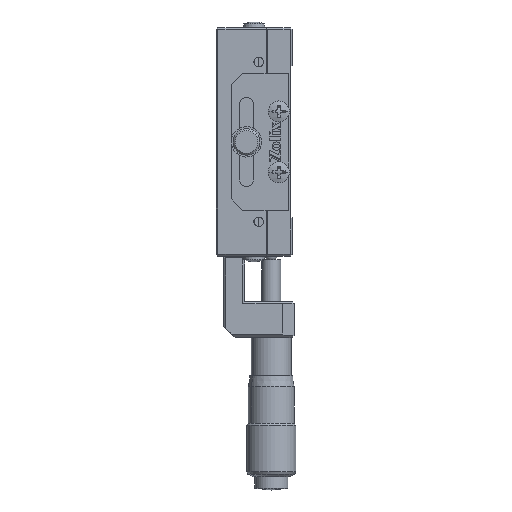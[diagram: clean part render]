
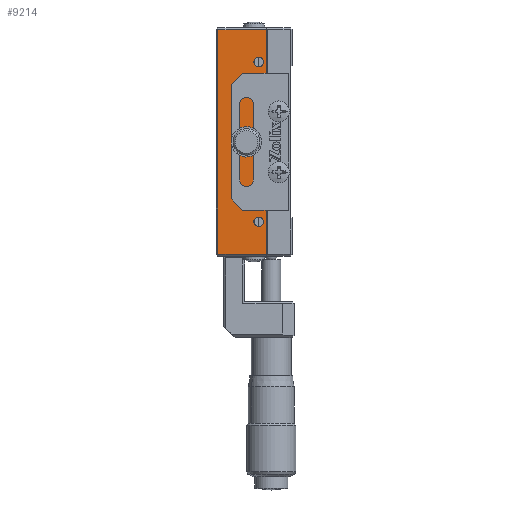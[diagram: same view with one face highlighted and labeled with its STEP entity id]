
A CAD part, left-side view. The second image highlights one B-rep face of the part: STEP entity #9214.
In plain terms, the highlighted planar face has unit normal (-1, 0, 0).
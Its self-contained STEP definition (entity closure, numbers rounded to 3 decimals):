
#136 = ORIENTED_EDGE ( 'NONE', *, *, #20666, .F. ) ;
#214 = AXIS2_PLACEMENT_3D ( 'NONE', #4013, #15958, #18890 ) ;
#228 = DIRECTION ( 'NONE',  ( -1., 0., 0. ) ) ;
#337 = ORIENTED_EDGE ( 'NONE', *, *, #19251, .T. ) ;
#368 = CARTESIAN_POINT ( 'NONE',  ( -28.164, 2.961, 41.8 ) ) ;
#624 = AXIS2_PLACEMENT_3D ( 'NONE', #11413, #19848, #13003 ) ;
#641 = LINE ( 'NONE', #5655, #13928 ) ;
#732 = DIRECTION ( 'NONE',  ( 0., 0., 1. ) ) ;
#876 = CIRCLE ( 'NONE', #21896, 1.25 ) ;
#1298 = DIRECTION ( 'NONE',  ( 0., 0., 1. ) ) ;
#1751 = VERTEX_POINT ( 'NONE', #13687 ) ;
#2304 = CIRCLE ( 'NONE', #19185, 1.25 ) ;
#2908 = DIRECTION ( 'NONE',  ( 0., -1., 0. ) ) ;
#2969 = CARTESIAN_POINT ( 'NONE',  ( -28.164, -9.739, 41.8 ) ) ;
#3123 = EDGE_LOOP ( 'NONE', ( #337, #11599, #18219, #19184 ) ) ;
#3468 = DIRECTION ( 'NONE',  ( -1., 0., 0. ) ) ;
#3482 = DIRECTION ( 'NONE',  ( 0., 0., 1. ) ) ;
#3887 = EDGE_CURVE ( 'NONE', #20197, #11583, #21778, .T. ) ;
#4013 = CARTESIAN_POINT ( 'NONE',  ( -28.164, -7.739, 82.3 ) ) ;
#4024 = CARTESIAN_POINT ( 'NONE',  ( -28.164, -7.739, 49.05 ) ) ;
#4030 = AXIS2_PLACEMENT_3D ( 'NONE', #21444, #11322, #1298 ) ;
#4560 = PLANE ( 'NONE',  #4030 ) ;
#4678 = AXIS2_PLACEMENT_3D ( 'NONE', #20505, #228, #3482 ) ;
#4739 = VERTEX_POINT ( 'NONE', #12940 ) ;
#4792 = VERTEX_POINT ( 'NONE', #15209 ) ;
#4905 = EDGE_CURVE ( 'NONE', #9858, #1751, #9565, .T. ) ;
#5019 = VECTOR ( 'NONE', #16972, 1000. ) ;
#5046 = AXIS2_PLACEMENT_3D ( 'NONE', #13950, #7066, #15503 ) ;
#5181 = ORIENTED_EDGE ( 'NONE', *, *, #10175, .F. ) ;
#5184 = VECTOR ( 'NONE', #11151, 1000. ) ;
#5272 = CIRCLE ( 'NONE', #8284, 1.25 ) ;
#5287 = ORIENTED_EDGE ( 'NONE', *, *, #11686, .F. ) ;
#5655 = CARTESIAN_POINT ( 'NONE',  ( -28.164, -9.739, 100.8 ) ) ;
#5914 = CARTESIAN_POINT ( 'NONE',  ( -28.164, -7.739, 83.55 ) ) ;
#6097 = ORIENTED_EDGE ( 'NONE', *, *, #4905, .F. ) ;
#6414 = CARTESIAN_POINT ( 'NONE',  ( -28.164, -7.739, 59.05 ) ) ;
#6447 = CIRCLE ( 'NONE', #214, 1.25 ) ;
#6465 = FACE_BOUND ( 'NONE', #10006, .T. ) ;
#7011 = DIRECTION ( 'NONE',  ( -1., 0., 0. ) ) ;
#7066 = DIRECTION ( 'NONE',  ( -1., 0., 0. ) ) ;
#7125 = CARTESIAN_POINT ( 'NONE',  ( -28.164, -7.739, 92.3 ) ) ;
#7244 = FACE_BOUND ( 'NONE', #10465, .T. ) ;
#7310 = EDGE_CURVE ( 'NONE', #16515, #7883, #11633, .T. ) ;
#7416 = DIRECTION ( 'NONE',  ( 0., 0., 1. ) ) ;
#7671 = EDGE_LOOP ( 'NONE', ( #9331, #8126 ) ) ;
#7703 = DIRECTION ( 'NONE',  ( -1., 0., 0. ) ) ;
#7883 = VERTEX_POINT ( 'NONE', #19158 ) ;
#7894 = ORIENTED_EDGE ( 'NONE', *, *, #13362, .F. ) ;
#8126 = ORIENTED_EDGE ( 'NONE', *, *, #7310, .F. ) ;
#8284 = AXIS2_PLACEMENT_3D ( 'NONE', #19909, #16534, #14620 ) ;
#8571 = EDGE_CURVE ( 'NONE', #17932, #10318, #641, .T. ) ;
#9013 = CIRCLE ( 'NONE', #12030, 1.25 ) ;
#9020 = EDGE_CURVE ( 'NONE', #7883, #16515, #876, .T. ) ;
#9214 = ADVANCED_FACE ( 'NONE', ( #11495, #19434, #18891, #6465, #14422, #7244 ), #4560, .T. ) ;
#9331 = ORIENTED_EDGE ( 'NONE', *, *, #9020, .F. ) ;
#9421 = CARTESIAN_POINT ( 'NONE',  ( -28.164, -7.739, 51.55 ) ) ;
#9565 = CIRCLE ( 'NONE', #4678, 1.25 ) ;
#9858 = VERTEX_POINT ( 'NONE', #6414 ) ;
#10006 = EDGE_LOOP ( 'NONE', ( #136, #7894 ) ) ;
#10125 = CARTESIAN_POINT ( 'NONE',  ( -28.164, -9.739, 41.3 ) ) ;
#10175 = EDGE_CURVE ( 'NONE', #4739, #12302, #6447, .T. ) ;
#10212 = LINE ( 'NONE', #10997, #5184 ) ;
#10318 = VERTEX_POINT ( 'NONE', #13232 ) ;
#10354 = CIRCLE ( 'NONE', #14962, 1.25 ) ;
#10465 = EDGE_LOOP ( 'NONE', ( #19587, #5181 ) ) ;
#10997 = CARTESIAN_POINT ( 'NONE',  ( -28.164, 2.961, 41.3 ) ) ;
#11151 = DIRECTION ( 'NONE',  ( 0., 0., -1. ) ) ;
#11237 = DIRECTION ( 'NONE',  ( 0., 0., 1. ) ) ;
#11322 = DIRECTION ( 'NONE',  ( -1., 0., 0. ) ) ;
#11413 = CARTESIAN_POINT ( 'NONE',  ( -28.164, -4.539, 71.3 ) ) ;
#11495 = FACE_OUTER_BOUND ( 'NONE', #3123, .T. ) ;
#11583 = VERTEX_POINT ( 'NONE', #21950 ) ;
#11599 = ORIENTED_EDGE ( 'NONE', *, *, #8571, .T. ) ;
#11633 = CIRCLE ( 'NONE', #17230, 1.25 ) ;
#11686 = EDGE_CURVE ( 'NONE', #1751, #9858, #9013, .T. ) ;
#12030 = AXIS2_PLACEMENT_3D ( 'NONE', #18771, #7011, #17234 ) ;
#12302 = VERTEX_POINT ( 'NONE', #5914 ) ;
#12940 = CARTESIAN_POINT ( 'NONE',  ( -28.164, -7.739, 81.05 ) ) ;
#13003 = DIRECTION ( 'NONE',  ( 0., 0., 1. ) ) ;
#13051 = CARTESIAN_POINT ( 'NONE',  ( -28.164, -9.739, 100.8 ) ) ;
#13232 = CARTESIAN_POINT ( 'NONE',  ( -28.164, 2.961, 100.8 ) ) ;
#13362 = EDGE_CURVE ( 'NONE', #16621, #21818, #10354, .T. ) ;
#13524 = EDGE_LOOP ( 'NONE', ( #16709, #14649 ) ) ;
#13687 = CARTESIAN_POINT ( 'NONE',  ( -28.164, -7.739, 61.55 ) ) ;
#13714 = CARTESIAN_POINT ( 'NONE',  ( -28.164, -7.739, 50.3 ) ) ;
#13881 = EDGE_LOOP ( 'NONE', ( #5287, #6097 ) ) ;
#13928 = VECTOR ( 'NONE', #15957, 1000. ) ;
#13950 = CARTESIAN_POINT ( 'NONE',  ( -28.164, -7.739, 82.3 ) ) ;
#14039 = EDGE_CURVE ( 'NONE', #19025, #4792, #21140, .T. ) ;
#14061 = EDGE_CURVE ( 'NONE', #4792, #19025, #5272, .T. ) ;
#14239 = CIRCLE ( 'NONE', #5046, 1.25 ) ;
#14422 = FACE_BOUND ( 'NONE', #7671, .T. ) ;
#14620 = DIRECTION ( 'NONE',  ( 0., 0., 1. ) ) ;
#14649 = ORIENTED_EDGE ( 'NONE', *, *, #14039, .F. ) ;
#14815 = EDGE_CURVE ( 'NONE', #12302, #4739, #14239, .T. ) ;
#14962 = AXIS2_PLACEMENT_3D ( 'NONE', #15936, #7703, #732 ) ;
#15209 = CARTESIAN_POINT ( 'NONE',  ( -28.164, -4.539, 72.55 ) ) ;
#15503 = DIRECTION ( 'NONE',  ( 0., 0., 1. ) ) ;
#15936 = CARTESIAN_POINT ( 'NONE',  ( -28.164, -7.739, 50.3 ) ) ;
#15957 = DIRECTION ( 'NONE',  ( 0., 1., 0. ) ) ;
#15958 = DIRECTION ( 'NONE',  ( -1., 0., 0. ) ) ;
#16515 = VERTEX_POINT ( 'NONE', #16864 ) ;
#16534 = DIRECTION ( 'NONE',  ( -1., 0., 0. ) ) ;
#16560 = DIRECTION ( 'NONE',  ( -1., 0., 0. ) ) ;
#16621 = VERTEX_POINT ( 'NONE', #4024 ) ;
#16709 = ORIENTED_EDGE ( 'NONE', *, *, #14061, .F. ) ;
#16808 = CARTESIAN_POINT ( 'NONE',  ( -28.164, -4.539, 70.05 ) ) ;
#16864 = CARTESIAN_POINT ( 'NONE',  ( -28.164, -7.739, 91.05 ) ) ;
#16972 = DIRECTION ( 'NONE',  ( 0., 0., 1. ) ) ;
#17044 = DIRECTION ( 'NONE',  ( 0., 0., 1. ) ) ;
#17230 = AXIS2_PLACEMENT_3D ( 'NONE', #21489, #16560, #11237 ) ;
#17234 = DIRECTION ( 'NONE',  ( 0., 0., 1. ) ) ;
#17932 = VERTEX_POINT ( 'NONE', #13051 ) ;
#18219 = ORIENTED_EDGE ( 'NONE', *, *, #21809, .T. ) ;
#18771 = CARTESIAN_POINT ( 'NONE',  ( -28.164, -7.739, 60.3 ) ) ;
#18890 = DIRECTION ( 'NONE',  ( 0., 0., 1. ) ) ;
#18891 = FACE_BOUND ( 'NONE', #13881, .T. ) ;
#19025 = VERTEX_POINT ( 'NONE', #16808 ) ;
#19158 = CARTESIAN_POINT ( 'NONE',  ( -28.164, -7.739, 93.55 ) ) ;
#19184 = ORIENTED_EDGE ( 'NONE', *, *, #3887, .T. ) ;
#19185 = AXIS2_PLACEMENT_3D ( 'NONE', #13714, #3468, #17044 ) ;
#19251 = EDGE_CURVE ( 'NONE', #11583, #17932, #21691, .T. ) ;
#19434 = FACE_BOUND ( 'NONE', #13524, .T. ) ;
#19587 = ORIENTED_EDGE ( 'NONE', *, *, #14815, .F. ) ;
#19660 = VECTOR ( 'NONE', #2908, 1000. ) ;
#19848 = DIRECTION ( 'NONE',  ( -1., 0., 0. ) ) ;
#19909 = CARTESIAN_POINT ( 'NONE',  ( -28.164, -4.539, 71.3 ) ) ;
#20197 = VERTEX_POINT ( 'NONE', #368 ) ;
#20505 = CARTESIAN_POINT ( 'NONE',  ( -28.164, -7.739, 60.3 ) ) ;
#20649 = DIRECTION ( 'NONE',  ( -1., 0., 0. ) ) ;
#20666 = EDGE_CURVE ( 'NONE', #21818, #16621, #2304, .T. ) ;
#21140 = CIRCLE ( 'NONE', #624, 1.25 ) ;
#21444 = CARTESIAN_POINT ( 'NONE',  ( -28.164, -9.739, 41.3 ) ) ;
#21489 = CARTESIAN_POINT ( 'NONE',  ( -28.164, -7.739, 92.3 ) ) ;
#21691 = LINE ( 'NONE', #10125, #5019 ) ;
#21778 = LINE ( 'NONE', #2969, #19660 ) ;
#21809 = EDGE_CURVE ( 'NONE', #10318, #20197, #10212, .T. ) ;
#21818 = VERTEX_POINT ( 'NONE', #9421 ) ;
#21896 = AXIS2_PLACEMENT_3D ( 'NONE', #7125, #20649, #7416 ) ;
#21950 = CARTESIAN_POINT ( 'NONE',  ( -28.164, -9.739, 41.8 ) ) ;
